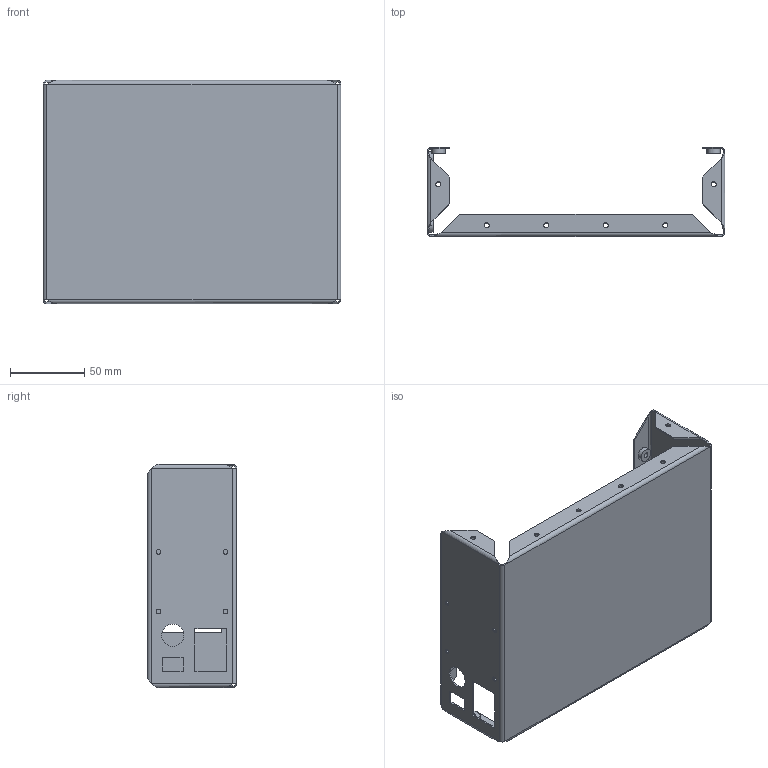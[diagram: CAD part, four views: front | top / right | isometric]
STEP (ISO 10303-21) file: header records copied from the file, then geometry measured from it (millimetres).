
FILE_DESCRIPTION (( 'STEP AP203' ), '1' );
FILE_NAME ('base_v5.STEP', '2020-06-08T20:29:22', ( '' ), ( '' ), 'SwSTEP 2.0', 'SolidWorks 2015', '' );
FILE_SCHEMA (( 'CONFIG_CONTROL_DESIGN' ));
Length unit declared in the file: millimetre
Products named in the file (1): base_v5
Bounding box: 200 x 60 x 150 mm (x, y, z)
Volume: 55742.1 mm3; surface area: 111103.6 mm2
Topology: 21 solids, 21 shells, 268 faces, 598 edges, 372 vertices
Faces by surface type: cylinder 142, plane 110, bspline 16
Entity records: 8475 total; most frequent: CARTESIAN_POINT 2199, DIRECTION 1324, ORIENTED_EDGE 1196, EDGE_CURVE 598, AXIS2_PLACEMENT_3D 505, VERTEX_POINT 372, EDGE_LOOP 356, LINE 314
